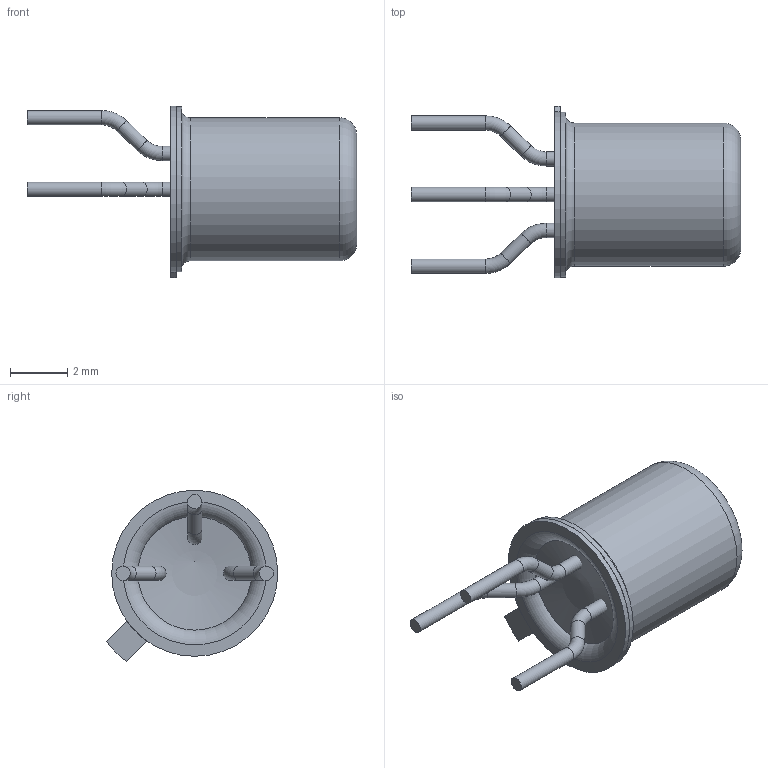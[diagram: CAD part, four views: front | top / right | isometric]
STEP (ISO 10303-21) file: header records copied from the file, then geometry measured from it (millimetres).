
FILE_DESCRIPTION(('STEP AP214'), '1');
FILE_NAME('TO-18_4', '2024-02-22T08:23:29', (''), (''), 'C3D Converter', 'C3D Toolkit', '');
FILE_SCHEMA(('AUTOMOTIVE_DESIGN { 1 0 10303 214 3 1 1}'));
Length unit declared in the file: millimetre
Bounding box: 11.5 x 5.99 x 5.99 mm (x, y, z)
Volume: 75.1 mm3; surface area: 437 mm2
Topology: 7 solids, 7 shells, 54 faces, 90 edges, 52 vertices
Faces by surface type: plane 18, cylinder 18, torus 17, cone 1
Full cylindrical faces by diameter (mm): 0.5 x9, 3.9 x2, 4.3 x1, 4.397 x1, 5 x1, 5.76 x1, 5.8 x1
Entity records: 1568 total; most frequent: DIRECTION 210, CARTESIAN_POINT 159, ORIENTED_EDGE 108, AXIS2_PLACEMENT_3D 101, EDGE_LOOP 90, FACE_OUTER_BOUND 67, COLOUR_RGB 61, FILL_AREA_STYLE_COLOUR 61
